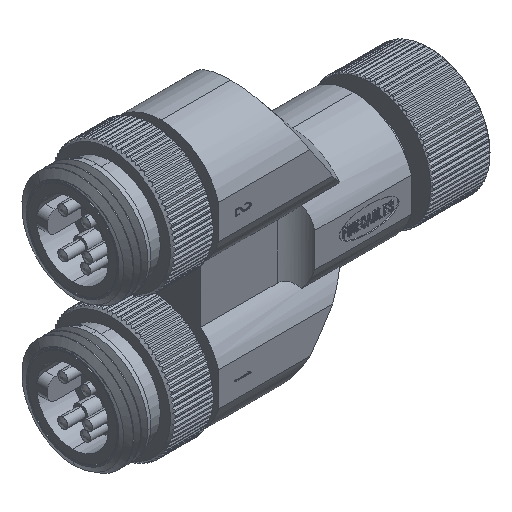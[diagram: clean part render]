
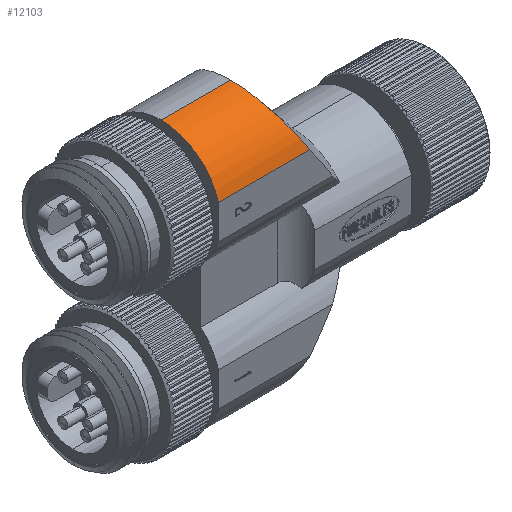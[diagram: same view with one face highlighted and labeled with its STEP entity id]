
A CAD part, isometric view. The second image highlights one B-rep face of the part: STEP entity #12103.
In plain terms, the highlighted cylindrical face has radius 12.1 mm (diameter 24.2 mm), a partial arc.
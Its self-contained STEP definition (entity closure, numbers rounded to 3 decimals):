
#1088 = CARTESIAN_POINT ( 'NONE',  ( 11.874, 2.769, 14.65 ) ) ;
#1447 = CARTESIAN_POINT ( 'NONE',  ( -0.199, -1.87, 25.845 ) ) ;
#2258 = CARTESIAN_POINT ( 'NONE',  ( 3.861, -8.831, 18.092 ) ) ;
#2977 = B_SPLINE_CURVE_WITH_KNOTS ( 'NONE', 3,
 ( #48913, #32776, #28856, #5197, #32959, #9173, #36937, #13125, #40966, #17089, #45013, #21058, #49086, #24987, #1447, #29032, #5370, #33115, #9338, #37108, #13296, #41129 ),
 .UNSPECIFIED., .F., .F.,
 ( 4, 2, 2, 2, 2, 2, 2, 2, 2, 2, 4 ),
 ( 0., 0.004, 0.005, 0.006, 0.008, 0.009, 0.01, 0.012, 0.013, 0.014, 0.016 ),
 .UNSPECIFIED. ) ;
#5197 = CARTESIAN_POINT ( 'NONE',  ( 1.902, -7.113, 21.639 ) ) ;
#5370 = CARTESIAN_POINT ( 'NONE',  ( -0.403, -0.601, 26.276 ) ) ;
#5917 = CARTESIAN_POINT ( 'NONE',  ( -14.626, 2.769, 14.65 ) ) ;
#5955 = EDGE_CURVE ( 'NONE', #44437, #47236, #40770, .T. ) ;
#8910 = LINE ( 'NONE', #14679, #50071 ) ;
#9173 = CARTESIAN_POINT ( 'NONE',  ( 1.51, -6.535, 22.392 ) ) ;
#9338 = CARTESIAN_POINT ( 'NONE',  ( -0.518, 0.392, 26.519 ) ) ;
#9492 = DIRECTION ( 'NONE',  ( -1., 0., 0. ) ) ;
#9896 = DIRECTION ( 'NONE',  ( 0., 0., 1. ) ) ;
#11994 = CIRCLE ( 'NONE', #49421, 12.1 ) ;
#12103 = ADVANCED_FACE ( 'NONE', ( #49231 ), #37268, .T. ) ;
#12269 = ORIENTED_EDGE ( 'NONE', *, *, #41512, .T. ) ;
#13125 = CARTESIAN_POINT ( 'NONE',  ( 1.031, -5.684, 23.331 ) ) ;
#13296 = CARTESIAN_POINT ( 'NONE',  ( -0.626, 2.081, 26.75 ) ) ;
#14679 = CARTESIAN_POINT ( 'NONE',  ( 11.874, 2.769, 26.75 ) ) ;
#15926 = ORIENTED_EDGE ( 'NONE', *, *, #21126, .T. ) ;
#16188 = VERTEX_POINT ( 'NONE', #17197 ) ;
#17089 = CARTESIAN_POINT ( 'NONE',  ( 0.517, -4.45, 24.366 ) ) ;
#17197 = CARTESIAN_POINT ( 'NONE',  ( -0.626, 2.769, 26.75 ) ) ;
#21058 = CARTESIAN_POINT ( 'NONE',  ( 0.245, -3.633, 24.923 ) ) ;
#21126 = EDGE_CURVE ( 'NONE', #16188, #25626, #8910, .T. ) ;
#23649 = ORIENTED_EDGE ( 'NONE', *, *, #5955, .T. ) ;
#24987 = CARTESIAN_POINT ( 'NONE',  ( -0.07, -2.476, 25.574 ) ) ;
#25626 = VERTEX_POINT ( 'NONE', #42431 ) ;
#28856 = CARTESIAN_POINT ( 'NONE',  ( 2.589, -7.981, 20.341 ) ) ;
#29032 = CARTESIAN_POINT ( 'NONE',  ( -0.357, -0.923, 26.178 ) ) ;
#30131 = VECTOR ( 'NONE', #45407, 1000. ) ;
#32776 = CARTESIAN_POINT ( 'NONE',  ( 3.193, -8.49, 19.241 ) ) ;
#32959 = CARTESIAN_POINT ( 'NONE',  ( 1.768, -6.927, 21.895 ) ) ;
#33115 = CARTESIAN_POINT ( 'NONE',  ( -0.484, 0.057, 26.447 ) ) ;
#33387 = EDGE_CURVE ( 'NONE', #25626, #44437, #11994, .T. ) ;
#33662 = DIRECTION ( 'NONE',  ( 1., 0., 0. ) ) ;
#36937 = CARTESIAN_POINT ( 'NONE',  ( 1.387, -6.329, 22.633 ) ) ;
#37108 = CARTESIAN_POINT ( 'NONE',  ( -0.599, 1.401, 26.692 ) ) ;
#37268 = CYLINDRICAL_SURFACE ( 'NONE', #42740, 12.1 ) ;
#40770 = LINE ( 'NONE', #46096, #30131 ) ;
#40966 = CARTESIAN_POINT ( 'NONE',  ( 0.814, -5.215, 23.765 ) ) ;
#41129 = CARTESIAN_POINT ( 'NONE',  ( -0.626, 2.769, 26.75 ) ) ;
#41512 = EDGE_CURVE ( 'NONE', #47236, #16188, #2977, .T. ) ;
#42431 = CARTESIAN_POINT ( 'NONE',  ( -14.626, 2.769, 26.75 ) ) ;
#42740 = AXIS2_PLACEMENT_3D ( 'NONE', #1088, #9492, #44994 ) ;
#44437 = VERTEX_POINT ( 'NONE', #45010 ) ;
#44994 = DIRECTION ( 'NONE',  ( 0., 0., 1. ) ) ;
#45010 = CARTESIAN_POINT ( 'NONE',  ( -14.626, -8.831, 18.092 ) ) ;
#45013 = CARTESIAN_POINT ( 'NONE',  ( 0.423, -4.185, 24.557 ) ) ;
#45407 = DIRECTION ( 'NONE',  ( 1., 0., 0. ) ) ;
#46096 = CARTESIAN_POINT ( 'NONE',  ( 11.874, -8.831, 18.092 ) ) ;
#46626 = DIRECTION ( 'NONE',  ( -1., 0., 0. ) ) ;
#47149 = EDGE_LOOP ( 'NONE', ( #12269, #15926, #51151, #23649 ) ) ;
#47236 = VERTEX_POINT ( 'NONE', #2258 ) ;
#48913 = CARTESIAN_POINT ( 'NONE',  ( 3.861, -8.831, 18.092 ) ) ;
#49086 = CARTESIAN_POINT ( 'NONE',  ( 0.161, -3.348, 25.095 ) ) ;
#49231 = FACE_OUTER_BOUND ( 'NONE', #47149, .T. ) ;
#49421 = AXIS2_PLACEMENT_3D ( 'NONE', #5917, #33662, #9896 ) ;
#50071 = VECTOR ( 'NONE', #46626, 1000. ) ;
#51151 = ORIENTED_EDGE ( 'NONE', *, *, #33387, .T. ) ;
